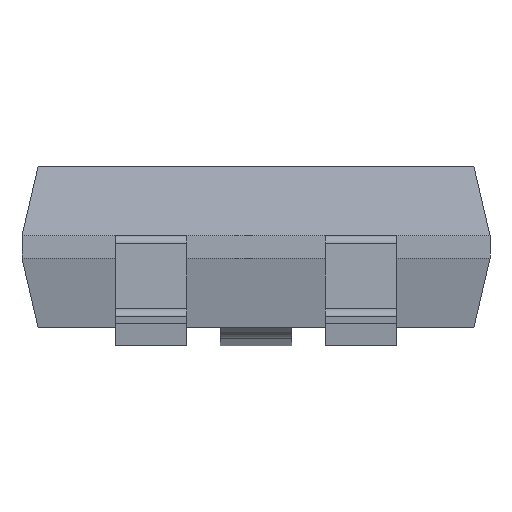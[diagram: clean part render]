
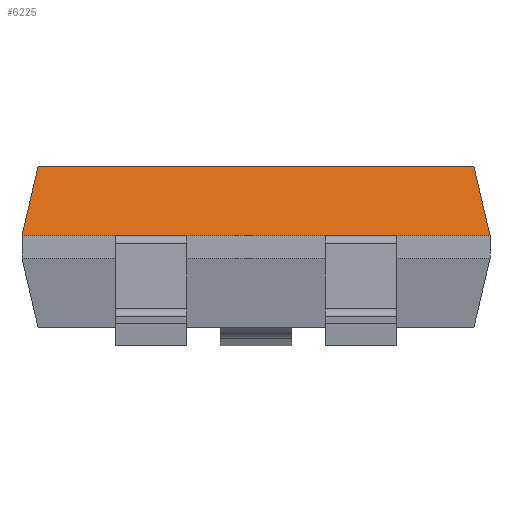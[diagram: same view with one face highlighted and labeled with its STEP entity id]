
A CAD part, front view. The second image highlights one B-rep face of the part: STEP entity #6225.
In plain terms, the highlighted planar face has unit normal (0, -0.974, 0.227).
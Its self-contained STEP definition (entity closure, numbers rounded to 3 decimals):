
#269=PLANE('',#6493);
#583=FACE_OUTER_BOUND('',#927,.T.);
#927=EDGE_LOOP('',(#5410,#5411,#5412,#5413));
#1516=LINE('',#10668,#2134);
#1520=LINE('',#10683,#2138);
#1521=LINE('',#10685,#2139);
#1522=LINE('',#10686,#2140);
#2134=VECTOR('',#7481,10.);
#2138=VECTOR('',#7501,10.);
#2139=VECTOR('',#7502,10.);
#2140=VECTOR('',#7503,10.);
#2926=VERTEX_POINT('',#10666);
#2927=VERTEX_POINT('',#10667);
#2930=VERTEX_POINT('',#10682);
#2931=VERTEX_POINT('',#10684);
#3758=EDGE_CURVE('',#2926,#2927,#1516,.T.);
#3762=EDGE_CURVE('',#2927,#2930,#1520,.T.);
#3763=EDGE_CURVE('',#2930,#2931,#1521,.T.);
#3764=EDGE_CURVE('',#2926,#2931,#1522,.T.);
#5410=ORIENTED_EDGE('',*,*,#3758,.T.);
#5411=ORIENTED_EDGE('',*,*,#3762,.T.);
#5412=ORIENTED_EDGE('',*,*,#3763,.T.);
#5413=ORIENTED_EDGE('',*,*,#3764,.F.);
#6225=ADVANCED_FACE('',(#583),#269,.T.);
#6493=AXIS2_PLACEMENT_3D('',#10681,#7499,#7500);
#7481=DIRECTION('',(-1.,0.,0.));
#7499=DIRECTION('center_axis',(0.,-0.974,
0.227));
#7500=DIRECTION('ref_axis',(0.,-0.227,-0.974));
#7501=DIRECTION('',(-0.221,-0.221,-0.95));
#7502=DIRECTION('',(1.,0.,0.));
#7503=DIRECTION('',(0.221,-0.221,-0.95));
#10666=CARTESIAN_POINT('',(1.35,-0.55,0.57));
#10667=CARTESIAN_POINT('',(-1.35,-0.55,0.57));
#10668=CARTESIAN_POINT('',(1.35,-0.55,0.57));
#10681=CARTESIAN_POINT('Origin',(1.35,-0.55,0.57));
#10682=CARTESIAN_POINT('',(-1.45,-0.65,0.14));
#10683=CARTESIAN_POINT('',(-1.35,-0.55,0.57));
#10684=CARTESIAN_POINT('',(1.45,-0.65,0.14));
#10685=CARTESIAN_POINT('',(1.45,-0.65,0.14));
#10686=CARTESIAN_POINT('',(1.35,-0.55,0.57));
